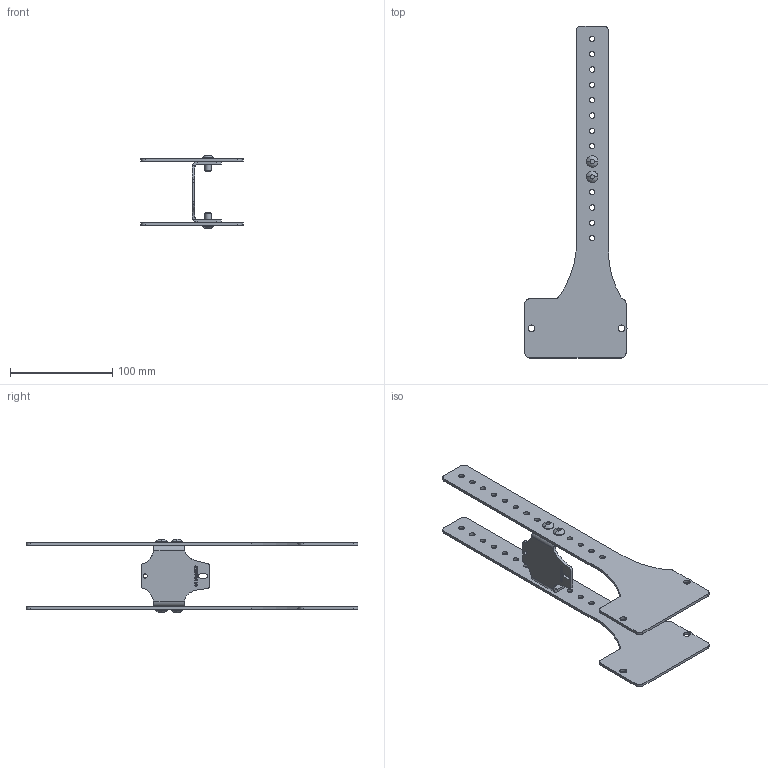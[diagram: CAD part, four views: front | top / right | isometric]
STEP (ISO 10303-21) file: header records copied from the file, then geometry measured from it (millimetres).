
FILE_DESCRIPTION((''),'2;1');
FILE_NAME('156628_SW','2011-04-06T',('banengservice'),('BANNER ENGINEERING'),'PRO/ENGINEER BY PARAMETRIC TECHNOLOGY CORPORATION, 2009141','PRO/ENGINEER BY PARAMETRIC TECHNOLOGY CORPORATION, 2009141','');
FILE_SCHEMA(('CONFIG_CONTROL_DESIGN'));
Length unit declared in the file: inch
Products named in the file (1): 156628_SW
Bounding box: 100 x 324.86 x 72.01 mm (x, y, z)
Volume: 89172.3 mm3; surface area: 73175 mm2
Topology: 1 solids, 1 shells, 530 faces, 1481 edges, 982 vertices
Faces by surface type: plane 388, cylinder 122, bspline 12, cone 8
Entity records: 17698 total; most frequent: CARTESIAN_POINT 3770, ORIENTED_EDGE 2962, DIRECTION 2729, EDGE_CURVE 1481, VECTOR 1173, LINE 1173, VERTEX_POINT 982, AXIS2_PLACEMENT_3D 778
